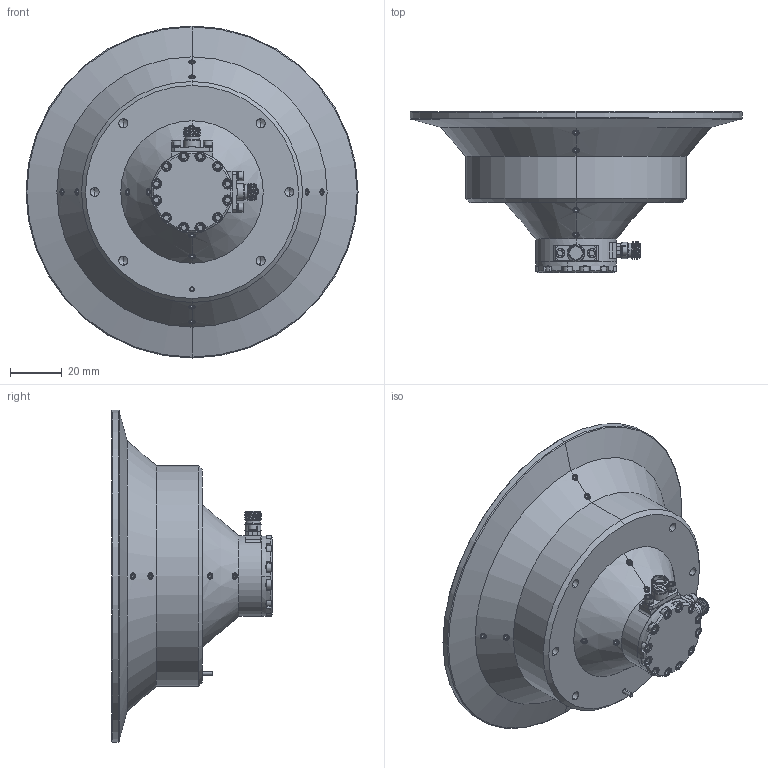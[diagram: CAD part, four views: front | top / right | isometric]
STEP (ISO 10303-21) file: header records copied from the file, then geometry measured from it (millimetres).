
FILE_DESCRIPTION (( 'STEP AP203' ), '1' );
FILE_NAME ('Defeatured SAC-0432431235-SF-S4-DP-QR WIP.STEP', '2021-12-22T00:19:31', ( '' ), ( '' ), 'SwSTEP 2.0', 'SolidWorks 2021', '' );
FILE_SCHEMA (( 'CONFIG_CONTROL_DESIGN' ));
Length unit declared in the file: millimetre
Products named in the file (1): Defeatured SAC-0432431235-SF-S4-DP-QR WIP
Bounding box: 127.89 x 61.98 x 127.89 mm (x, y, z)
Volume: 179871.1 mm3; surface area: 56445.1 mm2
Topology: 27 solids, 38 shells, 1277 faces, 2740 edges, 1610 vertices
Faces by surface type: plane 509, cone 413, cylinder 317, bspline 34, torus 4
Entity records: 47611 total; most frequent: CARTESIAN_POINT 20134, DIRECTION 5887, ORIENTED_EDGE 5444, EDGE_CURVE 2722, AXIS2_PLACEMENT_3D 2334, VERTEX_POINT 1610, EDGE_LOOP 1422, ADVANCED_FACE 1277
